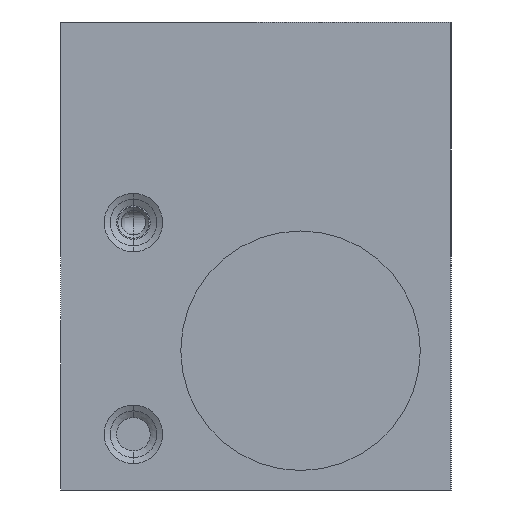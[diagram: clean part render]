
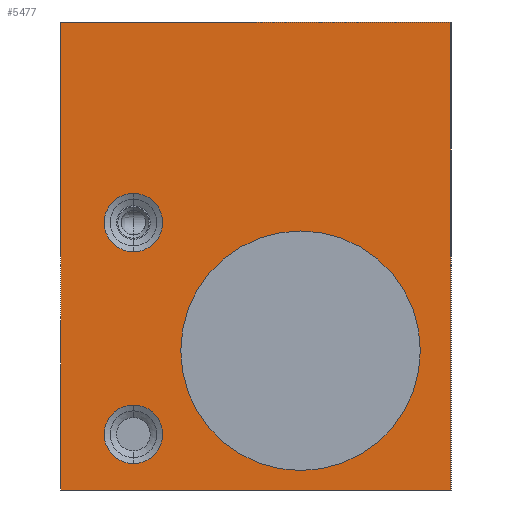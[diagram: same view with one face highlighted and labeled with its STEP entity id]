
A CAD part, left-side view. The second image highlights one B-rep face of the part: STEP entity #5477.
In plain terms, the highlighted planar face has unit normal (-1, 0, 0).
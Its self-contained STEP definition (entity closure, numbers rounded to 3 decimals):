
#125 = CARTESIAN_POINT ( 'NONE',  ( -45., -35., -21. ) ) ;
#312 = CIRCLE ( 'NONE', #3975, 2.625 ) ;
#427 = VERTEX_POINT ( 'NONE', #836 ) ;
#484 = CARTESIAN_POINT ( 'NONE',  ( -45., -6.5, 0.375 ) ) ;
#558 = VECTOR ( 'NONE', #6370, 1000. ) ;
#704 = AXIS2_PLACEMENT_3D ( 'NONE', #2155, #4347, #3178 ) ;
#729 = DIRECTION ( 'NONE',  ( -1., 0., 0. ) ) ;
#799 = DIRECTION ( 'NONE',  ( 0., -1., 0. ) ) ;
#811 = VERTEX_POINT ( 'NONE', #6368 ) ;
#836 = CARTESIAN_POINT ( 'NONE',  ( -45., 0., -21. ) ) ;
#985 = PLANE ( 'NONE',  #704 ) ;
#1006 = DIRECTION ( 'NONE',  ( -1., 0., 0. ) ) ;
#1042 = AXIS2_PLACEMENT_3D ( 'NONE', #5021, #729, #1257 ) ;
#1064 = VECTOR ( 'NONE', #5656, 1000. ) ;
#1100 = DIRECTION ( 'NONE',  ( 0., 0., 1. ) ) ;
#1181 = VERTEX_POINT ( 'NONE', #1838 ) ;
#1257 = DIRECTION ( 'NONE',  ( 0., 0., 1. ) ) ;
#1331 = DIRECTION ( 'NONE',  ( -1., 0., 0. ) ) ;
#1470 = ORIENTED_EDGE ( 'NONE', *, *, #4044, .F. ) ;
#1516 = FACE_BOUND ( 'NONE', #2255, .T. ) ;
#1556 = AXIS2_PLACEMENT_3D ( 'NONE', #4902, #3738, #5898 ) ;
#1838 = CARTESIAN_POINT ( 'NONE',  ( -45., -6.5, -18.625 ) ) ;
#1908 = CARTESIAN_POINT ( 'NONE',  ( -45., -35., 21. ) ) ;
#1949 = EDGE_CURVE ( 'NONE', #6334, #427, #3871, .T. ) ;
#2063 = EDGE_LOOP ( 'NONE', ( #5998, #1470 ) ) ;
#2155 = CARTESIAN_POINT ( 'NONE',  ( -45., -35., 21. ) ) ;
#2175 = DIRECTION ( 'NONE',  ( 0., 0., -1. ) ) ;
#2255 = EDGE_LOOP ( 'NONE', ( #6967, #4047 ) ) ;
#2281 = CARTESIAN_POINT ( 'NONE',  ( -45., 0., 21. ) ) ;
#2376 = DIRECTION ( 'NONE',  ( -1., 0., 0. ) ) ;
#2467 = DIRECTION ( 'NONE',  ( 0., 0., 1. ) ) ;
#2501 = AXIS2_PLACEMENT_3D ( 'NONE', #6619, #2376, #3919 ) ;
#2658 = EDGE_CURVE ( 'NONE', #427, #5924, #6588, .T. ) ;
#2708 = AXIS2_PLACEMENT_3D ( 'NONE', #4596, #1331, #1100 ) ;
#3050 = CIRCLE ( 'NONE', #2708, 10.75 ) ;
#3072 = EDGE_CURVE ( 'NONE', #4598, #5975, #3050, .T. ) ;
#3107 = AXIS2_PLACEMENT_3D ( 'NONE', #5780, #6959, #2467 ) ;
#3178 = DIRECTION ( 'NONE',  ( 0., 0., -1. ) ) ;
#3322 = ORIENTED_EDGE ( 'NONE', *, *, #5280, .F. ) ;
#3328 = CIRCLE ( 'NONE', #3107, 2.625 ) ;
#3405 = CARTESIAN_POINT ( 'NONE',  ( -45., -6.5, -13.375 ) ) ;
#3408 = VERTEX_POINT ( 'NONE', #6663 ) ;
#3426 = VECTOR ( 'NONE', #2175, 1000. ) ;
#3611 = ORIENTED_EDGE ( 'NONE', *, *, #2658, .T. ) ;
#3738 = DIRECTION ( 'NONE',  ( -1., 0., 0. ) ) ;
#3871 = LINE ( 'NONE', #6040, #3426 ) ;
#3919 = DIRECTION ( 'NONE',  ( 0., 0., 1. ) ) ;
#3975 = AXIS2_PLACEMENT_3D ( 'NONE', #5360, #1006, #4863 ) ;
#4044 = EDGE_CURVE ( 'NONE', #5975, #4598, #4640, .T. ) ;
#4045 = EDGE_CURVE ( 'NONE', #811, #5788, #312, .T. ) ;
#4047 = ORIENTED_EDGE ( 'NONE', *, *, #4878, .F. ) ;
#4347 = DIRECTION ( 'NONE',  ( 1., 0., 0. ) ) ;
#4515 = ORIENTED_EDGE ( 'NONE', *, *, #4045, .F. ) ;
#4596 = CARTESIAN_POINT ( 'NONE',  ( -45., -21.5, -8.5 ) ) ;
#4598 = VERTEX_POINT ( 'NONE', #6670 ) ;
#4640 = CIRCLE ( 'NONE', #1556, 10.75 ) ;
#4760 = LINE ( 'NONE', #6261, #558 ) ;
#4781 = EDGE_LOOP ( 'NONE', ( #4515, #6233 ) ) ;
#4808 = VECTOR ( 'NONE', #799, 1000. ) ;
#4863 = DIRECTION ( 'NONE',  ( 0., 0., 1. ) ) ;
#4878 = EDGE_CURVE ( 'NONE', #1181, #6315, #3328, .T. ) ;
#4880 = FACE_BOUND ( 'NONE', #2063, .T. ) ;
#4902 = CARTESIAN_POINT ( 'NONE',  ( -45., -21.5, -8.5 ) ) ;
#5021 = CARTESIAN_POINT ( 'NONE',  ( -45., -6.5, 3. ) ) ;
#5280 = EDGE_CURVE ( 'NONE', #6334, #3408, #5306, .T. ) ;
#5300 = CARTESIAN_POINT ( 'NONE',  ( -45., -35., -21. ) ) ;
#5306 = LINE ( 'NONE', #1908, #4808 ) ;
#5360 = CARTESIAN_POINT ( 'NONE',  ( -45., -6.5, 3. ) ) ;
#5477 = ADVANCED_FACE ( 'NONE', ( #4880, #1516, #5880, #7065 ), #985, .F. ) ;
#5485 = EDGE_CURVE ( 'NONE', #5788, #811, #5729, .T. ) ;
#5543 = CARTESIAN_POINT ( 'NONE',  ( -45., -21.5, -19.25 ) ) ;
#5568 = EDGE_LOOP ( 'NONE', ( #3611, #6852, #3322, #7037 ) ) ;
#5656 = DIRECTION ( 'NONE',  ( 0., -1., 0. ) ) ;
#5729 = CIRCLE ( 'NONE', #1042, 2.625 ) ;
#5780 = CARTESIAN_POINT ( 'NONE',  ( -45., -6.5, -16. ) ) ;
#5788 = VERTEX_POINT ( 'NONE', #484 ) ;
#5880 = FACE_BOUND ( 'NONE', #4781, .T. ) ;
#5898 = DIRECTION ( 'NONE',  ( 0., 0., 1. ) ) ;
#5924 = VERTEX_POINT ( 'NONE', #5300 ) ;
#5975 = VERTEX_POINT ( 'NONE', #5543 ) ;
#5998 = ORIENTED_EDGE ( 'NONE', *, *, #3072, .F. ) ;
#6028 = CIRCLE ( 'NONE', #2501, 2.625 ) ;
#6040 = CARTESIAN_POINT ( 'NONE',  ( -45., 0., 21. ) ) ;
#6233 = ORIENTED_EDGE ( 'NONE', *, *, #5485, .F. ) ;
#6261 = CARTESIAN_POINT ( 'NONE',  ( -45., -35., 21. ) ) ;
#6315 = VERTEX_POINT ( 'NONE', #3405 ) ;
#6334 = VERTEX_POINT ( 'NONE', #2281 ) ;
#6368 = CARTESIAN_POINT ( 'NONE',  ( -45., -6.5, 5.625 ) ) ;
#6370 = DIRECTION ( 'NONE',  ( 0., 0., -1. ) ) ;
#6588 = LINE ( 'NONE', #125, #1064 ) ;
#6619 = CARTESIAN_POINT ( 'NONE',  ( -45., -6.5, -16. ) ) ;
#6663 = CARTESIAN_POINT ( 'NONE',  ( -45., -35., 21. ) ) ;
#6670 = CARTESIAN_POINT ( 'NONE',  ( -45., -21.5, 2.25 ) ) ;
#6852 = ORIENTED_EDGE ( 'NONE', *, *, #6972, .F. ) ;
#6913 = EDGE_CURVE ( 'NONE', #6315, #1181, #6028, .T. ) ;
#6959 = DIRECTION ( 'NONE',  ( -1., 0., 0. ) ) ;
#6967 = ORIENTED_EDGE ( 'NONE', *, *, #6913, .F. ) ;
#6972 = EDGE_CURVE ( 'NONE', #3408, #5924, #4760, .T. ) ;
#7037 = ORIENTED_EDGE ( 'NONE', *, *, #1949, .T. ) ;
#7065 = FACE_OUTER_BOUND ( 'NONE', #5568, .T. ) ;
